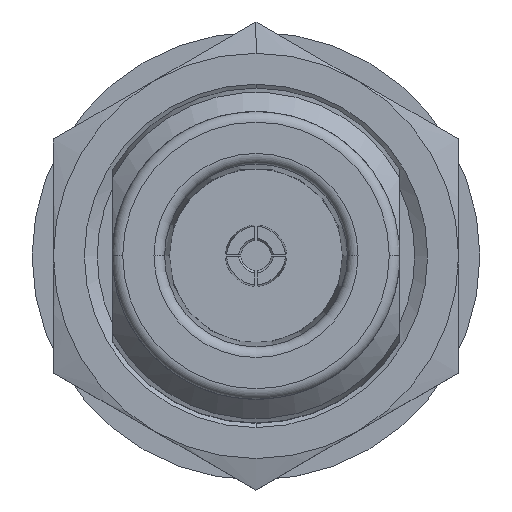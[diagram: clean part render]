
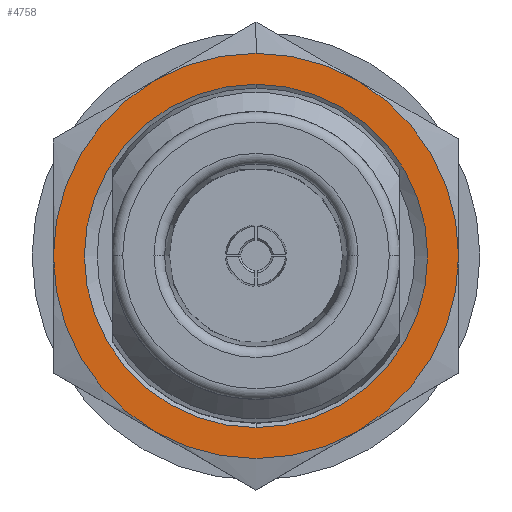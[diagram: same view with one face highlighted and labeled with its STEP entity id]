
A CAD part, top view. The second image highlights one B-rep face of the part: STEP entity #4758.
In plain terms, the highlighted planar face has unit normal (0, 0, 1).
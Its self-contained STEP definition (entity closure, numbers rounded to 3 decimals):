
#140 = EDGE_CURVE ( 'NONE', #8996, #2480, #7960, .T. ) ;
#432 = DIRECTION ( 'NONE',  ( 0., 0., -1. ) ) ;
#470 = ORIENTED_EDGE ( 'NONE', *, *, #3871, .T. ) ;
#500 = AXIS2_PLACEMENT_3D ( 'NONE', #7014, #3991, #8582 ) ;
#769 = DIRECTION ( 'NONE',  ( 0., 1., 0. ) ) ;
#950 = DIRECTION ( 'NONE',  ( -1., 0., 0. ) ) ;
#1160 = AXIS2_PLACEMENT_3D ( 'NONE', #5223, #7788, #7658 ) ;
#1183 = CIRCLE ( 'NONE', #4547, 9.5 ) ;
#1208 = VERTEX_POINT ( 'NONE', #8007 ) ;
#1613 = EDGE_CURVE ( 'NONE', #2743, #8996, #1741, .T. ) ;
#1741 = CIRCLE ( 'NONE', #500, 9.5 ) ;
#1778 = VERTEX_POINT ( 'NONE', #8881 ) ;
#2029 = DIRECTION ( 'NONE',  ( -1., 0., 0. ) ) ;
#2192 = EDGE_CURVE ( 'NONE', #6643, #3943, #1183, .T. ) ;
#2460 = EDGE_CURVE ( 'NONE', #3943, #3189, #3964, .T. ) ;
#2480 = VERTEX_POINT ( 'NONE', #9709 ) ;
#2651 = EDGE_LOOP ( 'NONE', ( #5955, #9080, #3019, #7486, #6635, #6721, #7989 ) ) ;
#2743 = VERTEX_POINT ( 'NONE', #7851 ) ;
#2791 = CARTESIAN_POINT ( 'NONE',  ( 9.5, -16.454, -13.7 ) ) ;
#3019 = ORIENTED_EDGE ( 'NONE', *, *, #2192, .T. ) ;
#3135 = AXIS2_PLACEMENT_3D ( 'NONE', #3331, #9413, #7121 ) ;
#3189 = VERTEX_POINT ( 'NONE', #8776 ) ;
#3331 = CARTESIAN_POINT ( 'NONE',  ( 0., 0., -13.7 ) ) ;
#3837 = CARTESIAN_POINT ( 'NONE',  ( 0., 0., -13.7 ) ) ;
#3871 = EDGE_CURVE ( 'NONE', #1208, #7528, #7197, .T. ) ;
#3943 = VERTEX_POINT ( 'NONE', #4676 ) ;
#3964 = CIRCLE ( 'NONE', #3135, 9.5 ) ;
#3991 = DIRECTION ( 'NONE',  ( 0., 0., 1. ) ) ;
#4026 = DIRECTION ( 'NONE',  ( -1., 0., 0. ) ) ;
#4168 = CIRCLE ( 'NONE', #6839, 9.5 ) ;
#4496 = CARTESIAN_POINT ( 'NONE',  ( 0., 0., -13.7 ) ) ;
#4547 = AXIS2_PLACEMENT_3D ( 'NONE', #9128, #9882, #5324 ) ;
#4676 = CARTESIAN_POINT ( 'NONE',  ( 4.75, -8.227, -13.7 ) ) ;
#4758 = ADVANCED_FACE ( 'NONE', ( #9890, #5836 ), #8181, .F. ) ;
#4900 = DIRECTION ( 'NONE',  ( 0., 1., 0. ) ) ;
#4966 = AXIS2_PLACEMENT_3D ( 'NONE', #3837, #5109, #4026 ) ;
#4969 = CARTESIAN_POINT ( 'NONE',  ( -4.75, -8.227, -13.7 ) ) ;
#4993 = AXIS2_PLACEMENT_3D ( 'NONE', #4496, #9293, #769 ) ;
#5029 = CARTESIAN_POINT ( 'NONE',  ( 0., 0., -13.7 ) ) ;
#5100 = EDGE_CURVE ( 'NONE', #2480, #6643, #4168, .T. ) ;
#5109 = DIRECTION ( 'NONE',  ( 0., 0., 1. ) ) ;
#5170 = CIRCLE ( 'NONE', #7193, 9.5 ) ;
#5223 = CARTESIAN_POINT ( 'NONE',  ( 0., 0., -13.7 ) ) ;
#5324 = DIRECTION ( 'NONE',  ( -1., 0., 0. ) ) ;
#5604 = AXIS2_PLACEMENT_3D ( 'NONE', #6382, #6611, #4900 ) ;
#5780 = DIRECTION ( 'NONE',  ( 0., 1., 0. ) ) ;
#5836 = FACE_OUTER_BOUND ( 'NONE', #2651, .T. ) ;
#5955 = ORIENTED_EDGE ( 'NONE', *, *, #140, .T. ) ;
#6040 = CARTESIAN_POINT ( 'NONE',  ( 0., -8.05, -13.7 ) ) ;
#6336 = EDGE_CURVE ( 'NONE', #1778, #2743, #9426, .T. ) ;
#6382 = CARTESIAN_POINT ( 'NONE',  ( 0., 0., -13.7 ) ) ;
#6458 = EDGE_LOOP ( 'NONE', ( #7615, #470 ) ) ;
#6543 = EDGE_CURVE ( 'NONE', #7528, #1208, #9418, .T. ) ;
#6611 = DIRECTION ( 'NONE',  ( 0., 0., -1. ) ) ;
#6635 = ORIENTED_EDGE ( 'NONE', *, *, #8742, .F. ) ;
#6643 = VERTEX_POINT ( 'NONE', #4969 ) ;
#6710 = AXIS2_PLACEMENT_3D ( 'NONE', #2791, #7365, #2029 ) ;
#6721 = ORIENTED_EDGE ( 'NONE', *, *, #6336, .T. ) ;
#6839 = AXIS2_PLACEMENT_3D ( 'NONE', #9291, #9314, #950 ) ;
#7014 = CARTESIAN_POINT ( 'NONE',  ( 0., 0., -13.7 ) ) ;
#7121 = DIRECTION ( 'NONE',  ( -1., 0., 0. ) ) ;
#7193 = AXIS2_PLACEMENT_3D ( 'NONE', #5029, #432, #5780 ) ;
#7197 = CIRCLE ( 'NONE', #4993, 8.05 ) ;
#7365 = DIRECTION ( 'NONE',  ( 0., 0., -1. ) ) ;
#7486 = ORIENTED_EDGE ( 'NONE', *, *, #2460, .T. ) ;
#7528 = VERTEX_POINT ( 'NONE', #6040 ) ;
#7615 = ORIENTED_EDGE ( 'NONE', *, *, #6543, .T. ) ;
#7658 = DIRECTION ( 'NONE',  ( -1., 0., 0. ) ) ;
#7788 = DIRECTION ( 'NONE',  ( 0., 0., 1. ) ) ;
#7851 = CARTESIAN_POINT ( 'NONE',  ( 0., 9.5, -13.7 ) ) ;
#7960 = CIRCLE ( 'NONE', #4966, 9.5 ) ;
#7989 = ORIENTED_EDGE ( 'NONE', *, *, #1613, .T. ) ;
#8007 = CARTESIAN_POINT ( 'NONE',  ( 0., 8.05, -13.7 ) ) ;
#8181 = PLANE ( 'NONE',  #6710 ) ;
#8582 = DIRECTION ( 'NONE',  ( -1., 0., 0. ) ) ;
#8742 = EDGE_CURVE ( 'NONE', #1778, #3189, #5170, .T. ) ;
#8776 = CARTESIAN_POINT ( 'NONE',  ( 9.5, 0., -13.7 ) ) ;
#8881 = CARTESIAN_POINT ( 'NONE',  ( 4.75, 8.227, -13.7 ) ) ;
#8996 = VERTEX_POINT ( 'NONE', #9639 ) ;
#9080 = ORIENTED_EDGE ( 'NONE', *, *, #5100, .T. ) ;
#9128 = CARTESIAN_POINT ( 'NONE',  ( 0., 0., -13.7 ) ) ;
#9291 = CARTESIAN_POINT ( 'NONE',  ( 0., 0., -13.7 ) ) ;
#9293 = DIRECTION ( 'NONE',  ( 0., 0., -1. ) ) ;
#9314 = DIRECTION ( 'NONE',  ( 0., 0., 1. ) ) ;
#9413 = DIRECTION ( 'NONE',  ( 0., 0., 1. ) ) ;
#9418 = CIRCLE ( 'NONE', #5604, 8.05 ) ;
#9426 = CIRCLE ( 'NONE', #1160, 9.5 ) ;
#9639 = CARTESIAN_POINT ( 'NONE',  ( -4.75, 8.227, -13.7 ) ) ;
#9709 = CARTESIAN_POINT ( 'NONE',  ( -9.5, 0., -13.7 ) ) ;
#9882 = DIRECTION ( 'NONE',  ( 0., 0., 1. ) ) ;
#9890 = FACE_BOUND ( 'NONE', #6458, .T. ) ;
